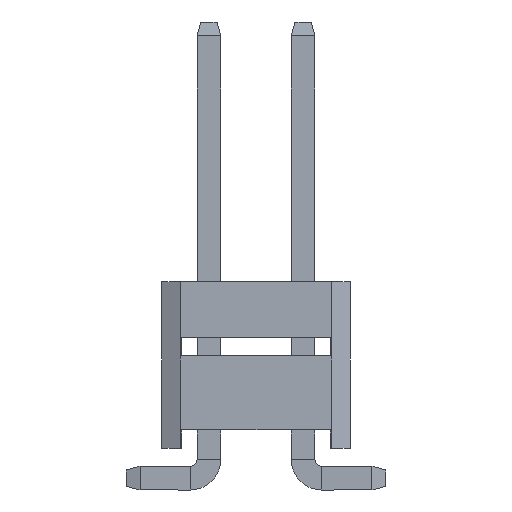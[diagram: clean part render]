
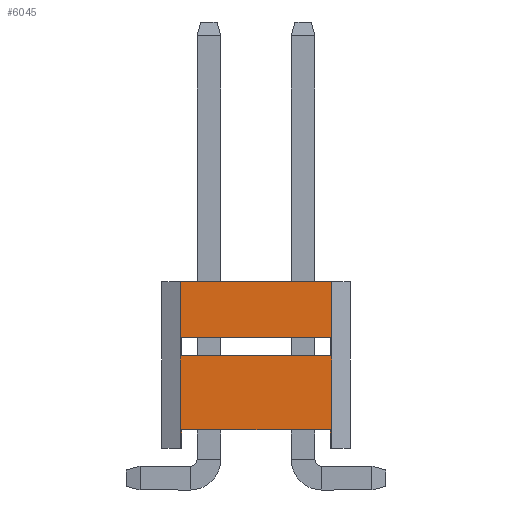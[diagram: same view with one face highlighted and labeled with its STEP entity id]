
A CAD part, left-side view. The second image highlights one B-rep face of the part: STEP entity #6045.
In plain terms, the highlighted planar face has unit normal (-1, 0, 0).
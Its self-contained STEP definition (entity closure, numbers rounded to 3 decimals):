
#12 = LINE ( 'NONE', #8736, #6221 ) ;
#71 = DIRECTION ( 'NONE',  ( 0., 1., 0. ) ) ;
#190 = VECTOR ( 'NONE', #921, 1000. ) ;
#222 = FACE_BOUND ( 'NONE', #1013, .T. ) ;
#313 = VECTOR ( 'NONE', #71, 1000. ) ;
#463 = EDGE_CURVE ( 'NONE', #3366, #10817, #5870, .T. ) ;
#599 = LINE ( 'NONE', #4076, #10311 ) ;
#814 = EDGE_CURVE ( 'NONE', #4554, #7197, #6067, .T. ) ;
#921 = DIRECTION ( 'NONE',  ( 0., 1., 0. ) ) ;
#936 = LINE ( 'NONE', #1791, #9604 ) ;
#1007 = VERTEX_POINT ( 'NONE', #2908 ) ;
#1013 = EDGE_LOOP ( 'NONE', ( #1213, #2608, #9013, #1484 ) ) ;
#1039 = DIRECTION ( 'NONE',  ( 0., 0., -1. ) ) ;
#1191 = DIRECTION ( 'NONE',  ( 0., 0., -1. ) ) ;
#1213 = ORIENTED_EDGE ( 'NONE', *, *, #5901, .F. ) ;
#1484 = ORIENTED_EDGE ( 'NONE', *, *, #10351, .F. ) ;
#1704 = LINE ( 'NONE', #5180, #3063 ) ;
#1731 = CARTESIAN_POINT ( 'NONE',  ( -5.08, 2., 3. ) ) ;
#1735 = EDGE_LOOP ( 'NONE', ( #6014, #10395, #4205, #9696, #4431, #8563, #9999, #2862 ) ) ;
#1791 = CARTESIAN_POINT ( 'NONE',  ( -5.08, -2.04, 12. ) ) ;
#1840 = VERTEX_POINT ( 'NONE', #5291 ) ;
#1842 = EDGE_CURVE ( 'NONE', #5371, #4554, #11285, .T. ) ;
#1985 = PLANE ( 'NONE',  #4377 ) ;
#2135 = CARTESIAN_POINT ( 'NONE',  ( -5.08, -2., 2.5 ) ) ;
#2356 = CARTESIAN_POINT ( 'NONE',  ( -5.08, -2.04, 4.5 ) ) ;
#2580 = VECTOR ( 'NONE', #4765, 1000. ) ;
#2608 = ORIENTED_EDGE ( 'NONE', *, *, #10137, .F. ) ;
#2774 = EDGE_CURVE ( 'NONE', #10817, #4110, #936, .T. ) ;
#2862 = ORIENTED_EDGE ( 'NONE', *, *, #463, .F. ) ;
#2908 = CARTESIAN_POINT ( 'NONE',  ( -5.08, 2., 3. ) ) ;
#2935 = LINE ( 'NONE', #2135, #2580 ) ;
#3063 = VECTOR ( 'NONE', #7854, 1000. ) ;
#3171 = CARTESIAN_POINT ( 'NONE',  ( -5.08, -2., 2.5 ) ) ;
#3173 = LINE ( 'NONE', #4148, #5134 ) ;
#3366 = VERTEX_POINT ( 'NONE', #7542 ) ;
#3644 = CARTESIAN_POINT ( 'NONE',  ( -5.08, 2., 0. ) ) ;
#3927 = CARTESIAN_POINT ( 'NONE',  ( -5.08, -2.54, 5. ) ) ;
#4076 = CARTESIAN_POINT ( 'NONE',  ( -5.08, -2.54, 0. ) ) ;
#4110 = VERTEX_POINT ( 'NONE', #8308 ) ;
#4148 = CARTESIAN_POINT ( 'NONE',  ( -5.08, 2., 2.5 ) ) ;
#4205 = ORIENTED_EDGE ( 'NONE', *, *, #7654, .F. ) ;
#4377 = AXIS2_PLACEMENT_3D ( 'NONE', #3927, #9804, #7179 ) ;
#4431 = ORIENTED_EDGE ( 'NONE', *, *, #1842, .F. ) ;
#4554 = VERTEX_POINT ( 'NONE', #11009 ) ;
#4634 = VERTEX_POINT ( 'NONE', #9236 ) ;
#4765 = DIRECTION ( 'NONE',  ( 0., 0., 1. ) ) ;
#4986 = CARTESIAN_POINT ( 'NONE',  ( -5.08, -2.54, 2.5 ) ) ;
#5097 = VECTOR ( 'NONE', #10979, 1000. ) ;
#5134 = VECTOR ( 'NONE', #10145, 1000. ) ;
#5180 = CARTESIAN_POINT ( 'NONE',  ( -5.08, -2.54, 0. ) ) ;
#5210 = EDGE_CURVE ( 'NONE', #5371, #4110, #1704, .T. ) ;
#5291 = CARTESIAN_POINT ( 'NONE',  ( -5.08, -2., 3. ) ) ;
#5371 = VERTEX_POINT ( 'NONE', #6245 ) ;
#5527 = LINE ( 'NONE', #3644, #11238 ) ;
#5807 = DIRECTION ( 'NONE',  ( 0., -1., 0. ) ) ;
#5870 = LINE ( 'NONE', #6779, #10583 ) ;
#5901 = EDGE_CURVE ( 'NONE', #4634, #7782, #9208, .T. ) ;
#6008 = CARTESIAN_POINT ( 'NONE',  ( -5.08, 2., 0.5 ) ) ;
#6014 = ORIENTED_EDGE ( 'NONE', *, *, #10950, .T. ) ;
#6045 = ADVANCED_FACE ( 'NONE', ( #222, #9065 ), #1985, .F. ) ;
#6067 = LINE ( 'NONE', #6008, #190 ) ;
#6221 = VECTOR ( 'NONE', #8683, 1000. ) ;
#6245 = CARTESIAN_POINT ( 'NONE',  ( -5.08, -2., 0. ) ) ;
#6779 = CARTESIAN_POINT ( 'NONE',  ( -5.08, -2.54, 4.5 ) ) ;
#7051 = CARTESIAN_POINT ( 'NONE',  ( -5.08, -2., 0. ) ) ;
#7144 = EDGE_CURVE ( 'NONE', #1840, #1007, #10404, .T. ) ;
#7179 = DIRECTION ( 'NONE',  ( 0., 0., -1. ) ) ;
#7197 = VERTEX_POINT ( 'NONE', #9651 ) ;
#7542 = CARTESIAN_POINT ( 'NONE',  ( -5.08, 2.04, 4.5 ) ) ;
#7551 = DIRECTION ( 'NONE',  ( 0., -1., 0. ) ) ;
#7654 = EDGE_CURVE ( 'NONE', #7197, #9962, #5527, .T. ) ;
#7714 = VECTOR ( 'NONE', #9522, 1000. ) ;
#7782 = VERTEX_POINT ( 'NONE', #3171 ) ;
#7854 = DIRECTION ( 'NONE',  ( 0., -1., 0. ) ) ;
#8217 = EDGE_CURVE ( 'NONE', #10097, #9962, #599, .T. ) ;
#8308 = CARTESIAN_POINT ( 'NONE',  ( -5.08, -2.04, 0. ) ) ;
#8563 = ORIENTED_EDGE ( 'NONE', *, *, #5210, .T. ) ;
#8683 = DIRECTION ( 'NONE',  ( 0., 0., -1. ) ) ;
#8736 = CARTESIAN_POINT ( 'NONE',  ( -5.08, 2.04, 5. ) ) ;
#9013 = ORIENTED_EDGE ( 'NONE', *, *, #7144, .F. ) ;
#9065 = FACE_OUTER_BOUND ( 'NONE', #1735, .T. ) ;
#9208 = LINE ( 'NONE', #4986, #5097 ) ;
#9236 = CARTESIAN_POINT ( 'NONE',  ( -5.08, 2., 2.5 ) ) ;
#9522 = DIRECTION ( 'NONE',  ( 0., 0., 1. ) ) ;
#9604 = VECTOR ( 'NONE', #1039, 1000. ) ;
#9651 = CARTESIAN_POINT ( 'NONE',  ( -5.08, 2., 0.5 ) ) ;
#9696 = ORIENTED_EDGE ( 'NONE', *, *, #814, .F. ) ;
#9804 = DIRECTION ( 'NONE',  ( 1., 0., 0. ) ) ;
#9962 = VERTEX_POINT ( 'NONE', #10884 ) ;
#9999 = ORIENTED_EDGE ( 'NONE', *, *, #2774, .F. ) ;
#10097 = VERTEX_POINT ( 'NONE', #10202 ) ;
#10137 = EDGE_CURVE ( 'NONE', #1007, #4634, #3173, .T. ) ;
#10145 = DIRECTION ( 'NONE',  ( 0., 0., -1. ) ) ;
#10202 = CARTESIAN_POINT ( 'NONE',  ( -5.08, 2.04, 0. ) ) ;
#10311 = VECTOR ( 'NONE', #7551, 1000. ) ;
#10351 = EDGE_CURVE ( 'NONE', #7782, #1840, #2935, .T. ) ;
#10395 = ORIENTED_EDGE ( 'NONE', *, *, #8217, .T. ) ;
#10404 = LINE ( 'NONE', #1731, #313 ) ;
#10583 = VECTOR ( 'NONE', #5807, 1000. ) ;
#10817 = VERTEX_POINT ( 'NONE', #2356 ) ;
#10884 = CARTESIAN_POINT ( 'NONE',  ( -5.08, 2., 0. ) ) ;
#10950 = EDGE_CURVE ( 'NONE', #3366, #10097, #12, .T. ) ;
#10979 = DIRECTION ( 'NONE',  ( 0., -1., 0. ) ) ;
#11009 = CARTESIAN_POINT ( 'NONE',  ( -5.08, -2., 0.5 ) ) ;
#11238 = VECTOR ( 'NONE', #1191, 1000. ) ;
#11285 = LINE ( 'NONE', #7051, #7714 ) ;
